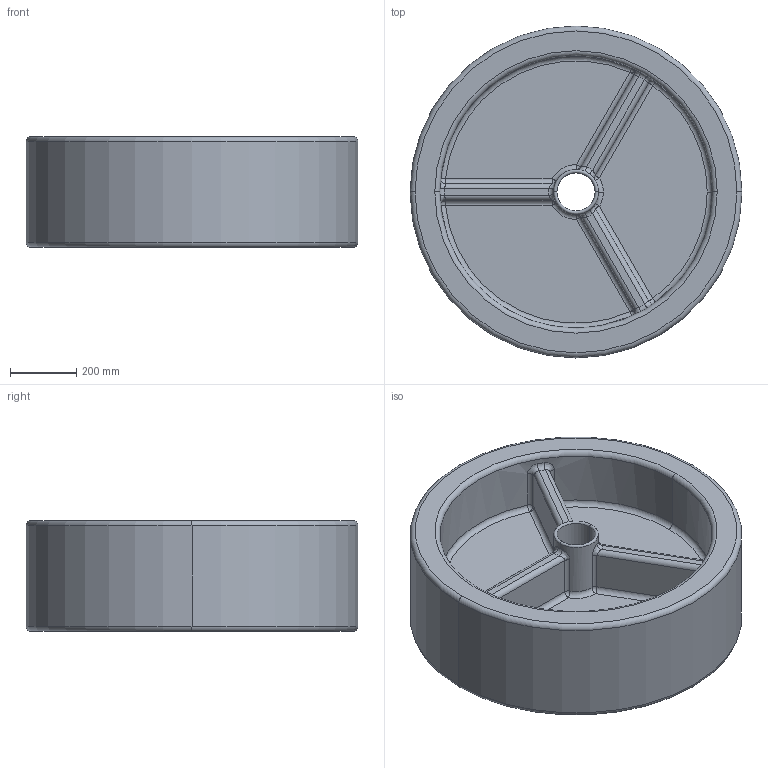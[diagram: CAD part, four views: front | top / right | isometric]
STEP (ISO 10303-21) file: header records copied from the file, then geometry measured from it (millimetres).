
FILE_DESCRIPTION (( 'STEP AP203' ), '1' );
FILE_NAME ('02. Wheel Driven_Default_sldprt.STEP', '2023-03-20T06:29:31', ( '' ), ( '' ), 'SwSTEP 2.0', 'SolidWorks 2019', '' );
FILE_SCHEMA (( 'CONFIG_CONTROL_DESIGN' ));
Length unit declared in the file: millimetre
Products named in the file (1): 02. Wheel Driven_Default_sldprt
Bounding box: 1000 x 1000 x 334 mm (x, y, z)
Volume: 125121089.5 mm3; surface area: 3578672.1 mm2
Topology: 1 solids, 1 shells, 107 faces, 242 edges, 130 vertices
Faces by surface type: cylinder 38, torus 28, plane 15, sphere 14, bspline 12
Entity records: 4669 total; most frequent: CARTESIAN_POINT 2276, DIRECTION 542, ORIENTED_EDGE 460, AXIS2_PLACEMENT_3D 240, EDGE_CURVE 230, CIRCLE 144, VERTEX_POINT 126, EDGE_LOOP 110
